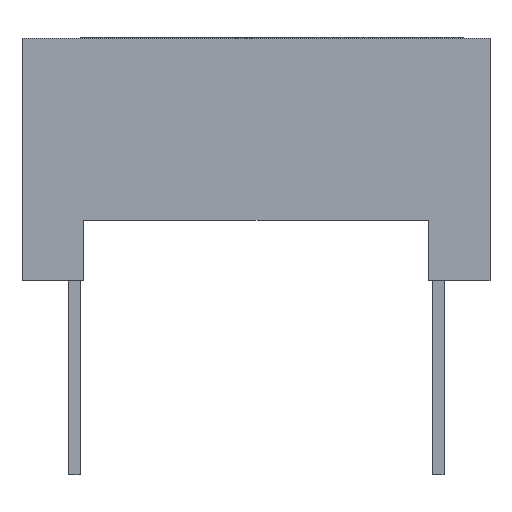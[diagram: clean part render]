
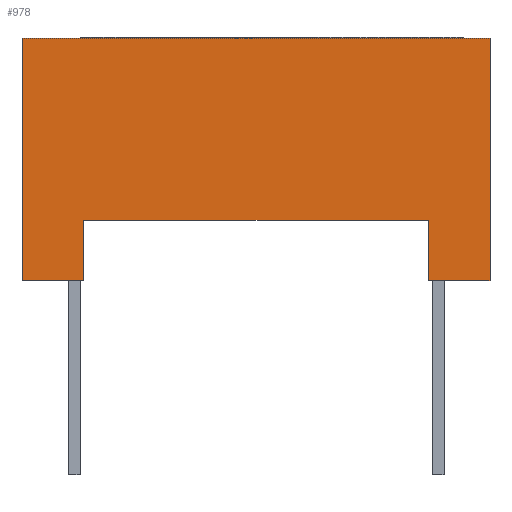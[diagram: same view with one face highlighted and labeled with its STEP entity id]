
A CAD part, front view. The second image highlights one B-rep face of the part: STEP entity #978.
In plain terms, the highlighted planar face has unit normal (0, -1, 0).
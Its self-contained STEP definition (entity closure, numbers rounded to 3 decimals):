
#12=DIRECTION('',(0.,0.,1.));
#33=VECTOR('',#12,1.);
#83=CARTESIAN_POINT('',(-1.09,-16.995,0.));
#91=DIRECTION('',(0.,-1.,0.));
#96=DIRECTION('',(-1.,0.,0.));
#165=VERTEX_POINT('',#166);
#166=CARTESIAN_POINT('',(8.71,-16.995,5.08));
#169=EDGE_CURVE('',#170,#165,#172,.T.);
#170=VERTEX_POINT('',#171);
#171=CARTESIAN_POINT('',(8.71,-16.995,0.));
#172=LINE('',#171,#33);
#198=ORIENTED_EDGE('',*,*,#199,.T.);
#199=EDGE_CURVE('',#165,#200,#202,.T.);
#200=VERTEX_POINT('',#201);
#201=CARTESIAN_POINT('',(-1.09,-16.995,5.08));
#202=LINE('',#166,#203);
#203=VECTOR('',#96,1.);
#543=VERTEX_POINT('',#83);
#547=EDGE_CURVE('',#543,#200,#548,.T.);
#548=LINE('',#83,#33);
#971=VERTEX_POINT('',#972);
#972=CARTESIAN_POINT('',(7.42,-16.995,0.));
#976=EDGE_CURVE('',#170,#971,#977,.T.);
#977=LINE('',#171,#203);
#978=ADVANCED_FACE('',(#979),#1004,.T.);
#979=FACE_BOUND('',#980,.T.);
#980=EDGE_LOOP('',(#981,#982,#198,#983,#984,#988,#994,#1000));
#981=ORIENTED_EDGE('',*,*,#976,.F.);
#982=ORIENTED_EDGE('',*,*,#169,.T.);
#983=ORIENTED_EDGE('',*,*,#547,.F.);
#984=ORIENTED_EDGE('',*,*,#985,.F.);
#985=EDGE_CURVE('',#986,#543,#977,.T.);
#986=VERTEX_POINT('',#987);
#987=CARTESIAN_POINT('',(0.2,-16.995,0.));
#988=ORIENTED_EDGE('',*,*,#989,.T.);
#989=EDGE_CURVE('',#986,#990,#992,.T.);
#990=VERTEX_POINT('',#991);
#991=CARTESIAN_POINT('',(0.2,-16.995,1.27));
#992=LINE('',#993,#33);
#993=CARTESIAN_POINT('',(0.2,-16.995,-0.635));
#994=ORIENTED_EDGE('',*,*,#995,.F.);
#995=EDGE_CURVE('',#996,#990,#998,.T.);
#996=VERTEX_POINT('',#997);
#997=CARTESIAN_POINT('',(7.42,-16.995,1.27));
#998=LINE('',#999,#203);
#999=CARTESIAN_POINT('',(4.455,-16.995,1.27));
#1000=ORIENTED_EDGE('',*,*,#1001,.F.);
#1001=EDGE_CURVE('',#971,#996,#1002,.T.);
#1002=LINE('',#1003,#33);
#1003=CARTESIAN_POINT('',(7.42,-16.995,-0.635));
#1004=PLANE('',#1005);
#1005=AXIS2_PLACEMENT_3D('',#171,#91,#96);
